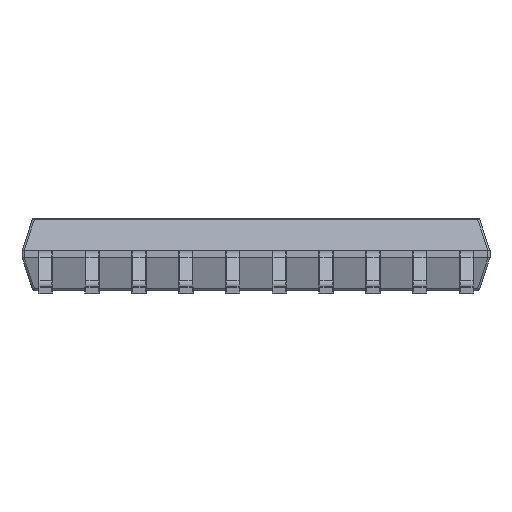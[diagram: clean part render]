
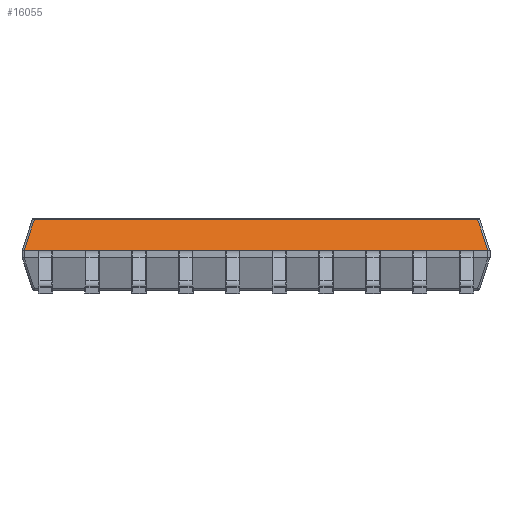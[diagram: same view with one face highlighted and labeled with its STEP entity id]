
A CAD part, left-side view. The second image highlights one B-rep face of the part: STEP entity #16055.
In plain terms, the highlighted planar face has unit normal (-0.949, 0, 0.316).
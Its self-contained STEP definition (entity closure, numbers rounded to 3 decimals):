
#2532 = VERTEX_POINT ( 'NONE', #23603 ) ;
#4477 =( BOUNDED_CURVE ( )  B_SPLINE_CURVE ( 3, ( #28459, #19921, #15255, #48799 ),
 .UNSPECIFIED., .F., .F. ) 
 B_SPLINE_CURVE_WITH_KNOTS ( ( 4, 4 ),
 ( 0., 0.05 ),
 .UNSPECIFIED. ) 
 CURVE ( )  GEOMETRIC_REPRESENTATION_ITEM ( )  RATIONAL_B_SPLINE_CURVE ( ( 1., 1., 1., 1. ) ) 
 REPRESENTATION_ITEM ( '' )  );
#5419 = VECTOR ( 'NONE', #27618, 1000. ) ;
#5603 = CARTESIAN_POINT ( 'NONE',  ( -2.2, 3.221, 0.58 ) ) ;
#6128 = LINE ( 'NONE', #20924, #24158 ) ;
#6623 = DIRECTION ( 'NONE',  ( 0.302, 0.302, 0.905 ) ) ;
#7178 = DIRECTION ( 'NONE',  ( 0., 1., 0. ) ) ;
#9365 = CARTESIAN_POINT ( 'NONE',  ( -2.2, 3.221, 0.58 ) ) ;
#10574 = VERTEX_POINT ( 'NONE', #36592 ) ;
#10906 = CARTESIAN_POINT ( 'NONE',  ( -2.2, -3.22, 0.58 ) ) ;
#11895 = VECTOR ( 'NONE', #27452, 1000. ) ;
#15255 = CARTESIAN_POINT ( 'NONE',  ( -2.2, -3.221, 0.58 ) ) ;
#16055 = ADVANCED_FACE ( 'NONE', ( #26662 ), #27698, .T. ) ;
#18515 = AXIS2_PLACEMENT_3D ( 'NONE', #53049, #32356, #7178 ) ;
#19921 = CARTESIAN_POINT ( 'NONE',  ( -2.2, -3.221, 0.58 ) ) ;
#20924 = CARTESIAN_POINT ( 'NONE',  ( -2.057, 0., 1.009 ) ) ;
#21389 = ORIENTED_EDGE ( 'NONE', *, *, #56639, .T. ) ;
#21874 = EDGE_LOOP ( 'NONE', ( #59061, #56248, #25137, #65282, #59056, #21389 ) ) ;
#22494 = CARTESIAN_POINT ( 'NONE',  ( -2.057, -3.078, 1.009 ) ) ;
#23603 = CARTESIAN_POINT ( 'NONE',  ( -2.2, 3.222, 0.58 ) ) ;
#24158 = VECTOR ( 'NONE', #36320, 1000. ) ;
#25137 = ORIENTED_EDGE ( 'NONE', *, *, #25709, .T. ) ;
#25709 = EDGE_CURVE ( 'NONE', #10574, #33204, #27847, .T. ) ;
#26065 = CARTESIAN_POINT ( 'NONE',  ( -2.2, 3.22, 0.58 ) ) ;
#26662 = FACE_OUTER_BOUND ( 'NONE', #21874, .T. ) ;
#26678 = VERTEX_POINT ( 'NONE', #45126 ) ;
#27452 = DIRECTION ( 'NONE',  ( -0.302, 0.302, -0.905 ) ) ;
#27618 = DIRECTION ( 'NONE',  ( 0., 1., 0. ) ) ;
#27698 = PLANE ( 'NONE',  #18515 ) ;
#27847 = LINE ( 'NONE', #61924, #53006 ) ;
#28459 = CARTESIAN_POINT ( 'NONE',  ( -2.2, -3.22, 0.58 ) ) ;
#31625 = EDGE_CURVE ( 'NONE', #33204, #26678, #6128, .T. ) ;
#32356 = DIRECTION ( 'NONE',  ( -0.949, 0., 0.316 ) ) ;
#33204 = VERTEX_POINT ( 'NONE', #22494 ) ;
#33277 = LINE ( 'NONE', #63035, #5419 ) ;
#34492 =( BOUNDED_CURVE ( )  B_SPLINE_CURVE ( 3, ( #35838, #9365, #5603, #26065 ),
 .UNSPECIFIED., .F., .T. ) 
 B_SPLINE_CURVE_WITH_KNOTS ( ( 4, 4 ),
 ( 6.233, 6.283 ),
 .UNSPECIFIED. ) 
 CURVE ( )  GEOMETRIC_REPRESENTATION_ITEM ( )  RATIONAL_B_SPLINE_CURVE ( ( 1., 1., 1., 1. ) ) 
 REPRESENTATION_ITEM ( '' )  );
#35838 = CARTESIAN_POINT ( 'NONE',  ( -2.2, 3.222, 0.58 ) ) ;
#36320 = DIRECTION ( 'NONE',  ( 0., 1., 0. ) ) ;
#36592 = CARTESIAN_POINT ( 'NONE',  ( -2.2, -3.222, 0.58 ) ) ;
#37708 = EDGE_CURVE ( 'NONE', #26678, #2532, #63529, .T. ) ;
#43560 = VERTEX_POINT ( 'NONE', #10906 ) ;
#45126 = CARTESIAN_POINT ( 'NONE',  ( -2.057, 3.078, 1.009 ) ) ;
#48799 = CARTESIAN_POINT ( 'NONE',  ( -2.2, -3.222, 0.58 ) ) ;
#53006 = VECTOR ( 'NONE', #6623, 1000. ) ;
#53049 = CARTESIAN_POINT ( 'NONE',  ( -2.05, 0., 1.03 ) ) ;
#53829 = CARTESIAN_POINT ( 'NONE',  ( -1.771, 2.792, 1.868 ) ) ;
#56248 = ORIENTED_EDGE ( 'NONE', *, *, #57311, .T. ) ;
#56639 = EDGE_CURVE ( 'NONE', #2532, #63753, #34492, .T. ) ;
#57311 = EDGE_CURVE ( 'NONE', #43560, #10574, #4477, .T. ) ;
#57562 = EDGE_CURVE ( 'NONE', #43560, #63753, #33277, .T. ) ;
#59056 = ORIENTED_EDGE ( 'NONE', *, *, #37708, .T. ) ;
#59061 = ORIENTED_EDGE ( 'NONE', *, *, #57562, .F. ) ;
#61924 = CARTESIAN_POINT ( 'NONE',  ( -1.771, -2.792, 1.868 ) ) ;
#63035 = CARTESIAN_POINT ( 'NONE',  ( -2.2, 3.25, 0.58 ) ) ;
#63529 = LINE ( 'NONE', #53829, #11895 ) ;
#63753 = VERTEX_POINT ( 'NONE', #66022 ) ;
#65282 = ORIENTED_EDGE ( 'NONE', *, *, #31625, .T. ) ;
#66022 = CARTESIAN_POINT ( 'NONE',  ( -2.2, 3.22, 0.58 ) ) ;
